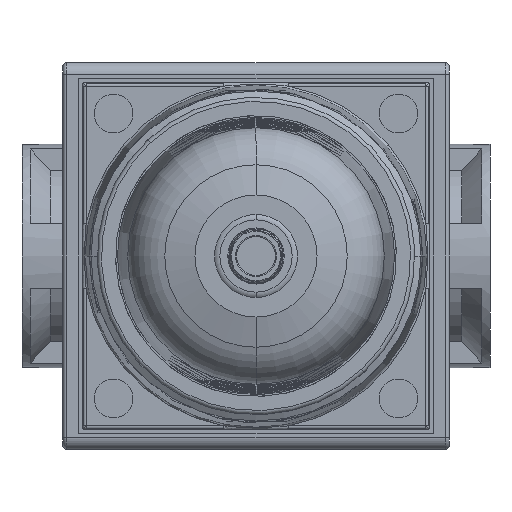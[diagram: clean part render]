
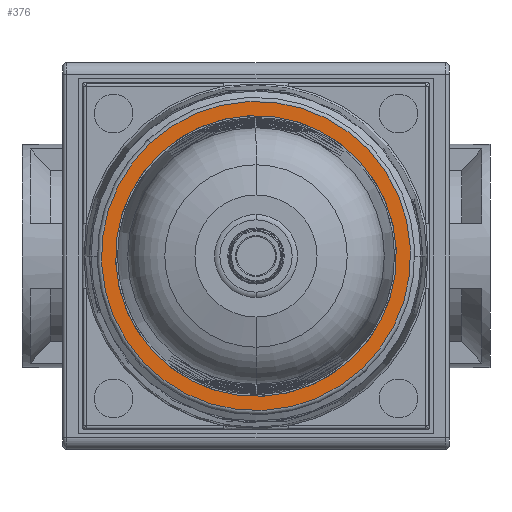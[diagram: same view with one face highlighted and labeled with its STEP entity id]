
A CAD part, front view. The second image highlights one B-rep face of the part: STEP entity #376.
In plain terms, the highlighted planar face has unit normal (0, -1, 0).
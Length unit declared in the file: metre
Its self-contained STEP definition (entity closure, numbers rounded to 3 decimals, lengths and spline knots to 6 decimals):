
#376=ADVANCED_FACE('51:41468',(#1826,#1827),#1828,.F.);
#1826=FACE_OUTER_BOUND('',#5266,.T.);
#1827=FACE_BOUND('',#5267,.T.);
#1828=PLANE('',#5268);
#5266=EDGE_LOOP('',(#13179,#13180));
#5267=EDGE_LOOP('',(#13181,#13182));
#5268=AXIS2_PLACEMENT_3D('',#13183,#13184,#13185);
#13179=ORIENTED_EDGE('',*,*,#21385,.T.);
#13180=ORIENTED_EDGE('',*,*,#20783,.T.);
#13181=ORIENTED_EDGE('',*,*,#21382,.T.);
#13182=ORIENTED_EDGE('',*,*,#20805,.T.);
#13183=CARTESIAN_POINT('',(0.,-0.1405,0.));
#13184=DIRECTION('',(0.,1.0,0.));
#13185=DIRECTION('',(-0.682,0.,0.731));
#20783=EDGE_CURVE('51:45851',#24154,#24152,#24155,.F.);
#20805=EDGE_CURVE('51:45848',#24174,#24194,#24196,.T.);
#21382=EDGE_CURVE('51:45848',#24194,#24174,#25109,.T.);
#21385=EDGE_CURVE('51:45851',#24152,#24154,#25112,.F.);
#24152=VERTEX_POINT('',#30316);
#24154=VERTEX_POINT('',#30318);
#24155=CIRCLE('',#30319,0.038);
#24174=VERTEX_POINT('',#30347);
#24194=VERTEX_POINT('',#30372);
#24196=CIRCLE('',#30375,0.0345);
#25109=CIRCLE('',#32010,0.0345);
#25112=CIRCLE('',#32013,0.038);
#30316=CARTESIAN_POINT('',(-0.025916,-0.1405,0.027791));
#30318=CARTESIAN_POINT('',(0.025916,-0.1405,-0.027791));
#30319=AXIS2_PLACEMENT_3D('',#39529,#39530,#39531);
#30347=CARTESIAN_POINT('',(0.023529,-0.1405,-0.025232));
#30372=CARTESIAN_POINT('',(-0.023529,-0.1405,0.025232));
#30375=AXIS2_PLACEMENT_3D('',#39576,#39577,#39578);
#32010=AXIS2_PLACEMENT_3D('',#40741,#40742,#40743);
#32013=AXIS2_PLACEMENT_3D('',#40750,#40751,#40752);
#39529=CARTESIAN_POINT('',(0.,-0.1405,0.));
#39530=DIRECTION('',(0.,1.0,0.));
#39531=DIRECTION('',(-0.682,0.,0.731));
#39576=CARTESIAN_POINT('',(0.,-0.1405,0.));
#39577=DIRECTION('',(0.,1.0,0.));
#39578=DIRECTION('',(-0.682,0.,0.731));
#40741=CARTESIAN_POINT('',(0.,-0.1405,0.));
#40742=DIRECTION('',(0.,1.0,0.));
#40743=DIRECTION('',(-0.682,0.,0.731));
#40750=CARTESIAN_POINT('',(0.,-0.1405,0.));
#40751=DIRECTION('',(0.,1.0,0.));
#40752=DIRECTION('',(-0.682,0.,0.731));
